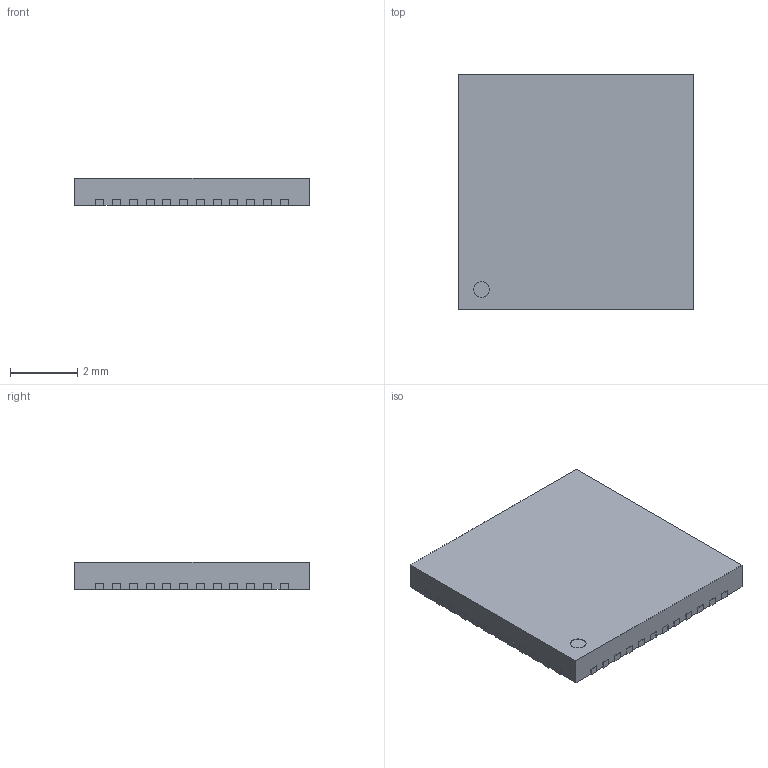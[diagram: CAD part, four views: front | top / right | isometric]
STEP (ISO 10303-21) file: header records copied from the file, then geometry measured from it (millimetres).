
FILE_DESCRIPTION (( 'STEP AP214' ), '1' );
FILE_NAME ('VQFN-48_L7.0-W7.0-P0.50-BL-EP4.1.STEP', '2021-11-07T12:33:45', ( '' ), ( '' ), 'SwSTEP 2.0', 'SolidWorks 2018', '' );
FILE_SCHEMA (( 'AUTOMOTIVE_DESIGN' ));
Length unit declared in the file: millimetre
Products named in the file (1): VQFN-48_L7.0-W7.0-P0.50-BL-EP4.1
Bounding box: 7.02 x 7.02 x 0.82 mm (x, y, z)
Volume: 39.6 mm3; surface area: 122.4 mm2
Topology: 1 solids, 1 shells, 459 faces, 1344 edges, 896 vertices
Faces by surface type: plane 345, cylinder 98, bspline 16
Entity records: 20450 total; most frequent: CARTESIAN_POINT 3756, ORIENTED_EDGE 2688, DIRECTION 2396, EDGE_CURVE 1344, VECTOR 1116, LINE 1116, VERTEX_POINT 896, AXIS2_PLACEMENT_3D 640
